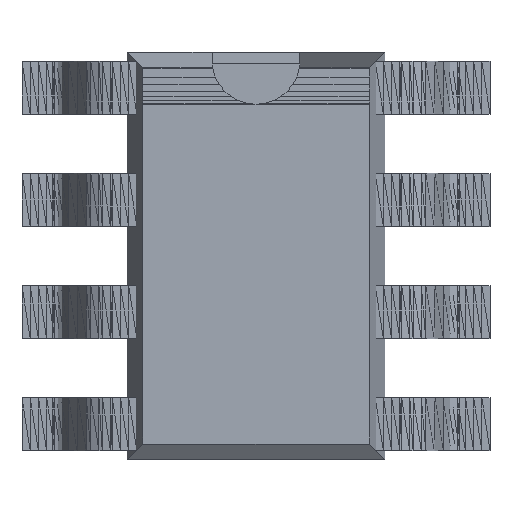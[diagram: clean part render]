
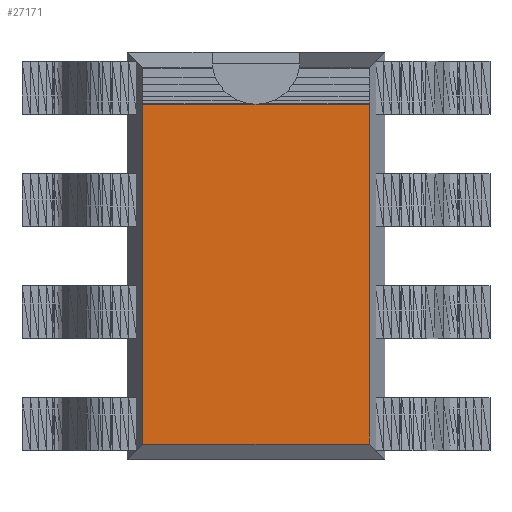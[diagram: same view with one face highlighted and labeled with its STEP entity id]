
A CAD part, top view. The second image highlights one B-rep face of the part: STEP entity #27171.
In plain terms, the highlighted planar face has unit normal (0, 0, 1).
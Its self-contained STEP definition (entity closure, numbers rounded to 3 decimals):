
#26214 = CARTESIAN_POINT('',(-1.283,-2.13,1.28));
#26215 = VERTEX_POINT('',#26214);
#26216 = CARTESIAN_POINT('',(-1.283,1.718,1.28));
#26217 = VERTEX_POINT('',#26216);
#26243 = DIRECTION('',(0.,1.,0.));
#26244 = VECTOR('',#26243,1.);
#26245 = LINE('',#26214,#26244);
#26246 = EDGE_CURVE('',#26215,#26217,#26245,.T.);
#26312 = CARTESIAN_POINT('',(1.283,1.718,1.28));
#26313 = VERTEX_POINT('',#26312);
#26314 = CARTESIAN_POINT('',(1.283,-2.13,1.28));
#26315 = VERTEX_POINT('',#26314);
#26362 = DIRECTION('',(0.,1.,0.));
#26363 = VECTOR('',#26362,1.);
#26364 = LINE('',#26314,#26363);
#26365 = EDGE_CURVE('',#26315,#26313,#26364,.T.);
#26381 = DIRECTION('',(1.,0.,0.));
#26382 = VECTOR('',#26381,1.);
#26383 = LINE('',#26214,#26382);
#26384 = EDGE_CURVE('',#26215,#26315,#26383,.T.);
#26661 = CARTESIAN_POINT('',(0.,1.718,1.28));
#26662 = VERTEX_POINT('',#26661);
#27128 = DIRECTION('',(1.,0.,0.));
#27129 = VECTOR('',#27128,1.);
#27130 = LINE('',#26661,#27129);
#27131 = EDGE_CURVE('',#26662,#26313,#27130,.T.);
#27144 = DIRECTION('',(1.,0.,0.));
#27145 = VECTOR('',#27144,1.);
#27146 = LINE('',#26216,#27145);
#27147 = EDGE_CURVE('',#26217,#26662,#27146,.T.);
#27159 = ORIENTED_EDGE('',*,*,#26246,.F.);
#27160 = ORIENTED_EDGE('',*,*,#26384,.T.);
#27161 = ORIENTED_EDGE('',*,*,#26365,.T.);
#27162 = ORIENTED_EDGE('',*,*,#27131,.F.);
#27163 = ORIENTED_EDGE('',*,*,#27147,.F.);
#27164 = CARTESIAN_POINT('',(-1.283,1.718,1.28));
#27165 = DIRECTION('',(0.,0.,1.));
#27166 = DIRECTION('',(0.,-1.,0.));
#27167 = AXIS2_PLACEMENT_3D('',#27164,#27165,#27166);
#27168 = PLANE('',#27167);
#27169 = EDGE_LOOP('',(#27159,#27160,#27161,#27162,#27163));
#27170 = FACE_OUTER_BOUND('',#27169,.T.);
#27171 = ADVANCED_FACE('',(#27170),#27168,.T.);
